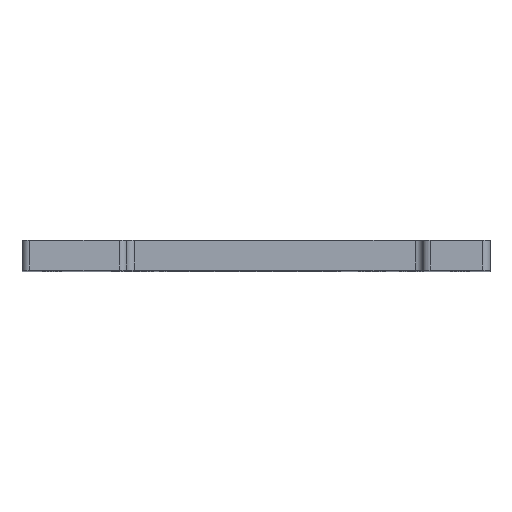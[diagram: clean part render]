
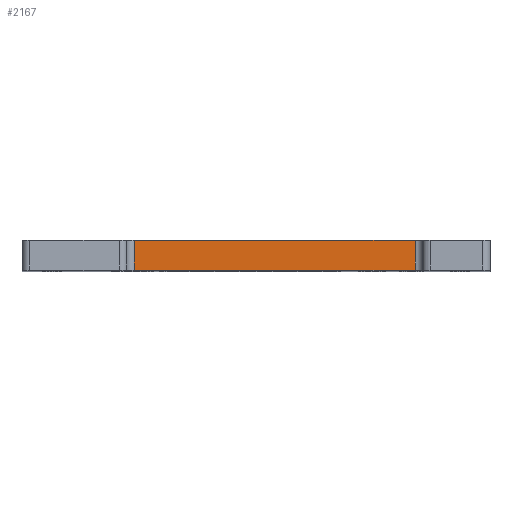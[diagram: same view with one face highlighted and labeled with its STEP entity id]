
A CAD part, top view. The second image highlights one B-rep face of the part: STEP entity #2167.
In plain terms, the highlighted planar face has unit normal (0, 0, 1).
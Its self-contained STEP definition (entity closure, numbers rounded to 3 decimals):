
#89=PLANE('',#2344);
#141=FACE_OUTER_BOUND('',#284,.T.);
#284=EDGE_LOOP('',(#1551,#1552,#1553,#1554));
#426=LINE('',#3242,#612);
#443=LINE('',#3357,#629);
#448=LINE('',#3370,#634);
#450=LINE('',#3375,#636);
#612=VECTOR('',#2561,10.);
#629=VECTOR('',#2664,10.);
#634=VECTOR('',#2677,10.);
#636=VECTOR('',#2683,10.);
#936=VERTEX_POINT('',#3239);
#937=VERTEX_POINT('',#3241);
#992=VERTEX_POINT('',#3355);
#996=VERTEX_POINT('',#3369);
#1151=EDGE_CURVE('',#936,#937,#426,.T.);
#1209=EDGE_CURVE('',#992,#936,#443,.T.);
#1215=EDGE_CURVE('',#937,#996,#448,.T.);
#1218=EDGE_CURVE('',#996,#992,#450,.T.);
#1551=ORIENTED_EDGE('',*,*,#1209,.F.);
#1552=ORIENTED_EDGE('',*,*,#1218,.F.);
#1553=ORIENTED_EDGE('',*,*,#1215,.F.);
#1554=ORIENTED_EDGE('',*,*,#1151,.F.);
#2167=ADVANCED_FACE('',(#141),#89,.T.);
#2344=AXIS2_PLACEMENT_3D('',#3374,#2681,#2682);
#2561=DIRECTION('',(-1.,0.,0.));
#2664=DIRECTION('',(0.,-1.,0.));
#2677=DIRECTION('',(0.,1.,0.));
#2681=DIRECTION('center_axis',(0.,0.,1.));
#2682=DIRECTION('ref_axis',(1.,0.,0.));
#2683=DIRECTION('',(1.,0.,0.));
#3239=CARTESIAN_POINT('',(21.25,0.,55.15));
#3241=CARTESIAN_POINT('',(-16.25,0.,55.15));
#3242=CARTESIAN_POINT('',(15.25,0.,55.15));
#3355=CARTESIAN_POINT('',(21.25,4.,55.15));
#3357=CARTESIAN_POINT('',(21.25,0.,55.15));
#3369=CARTESIAN_POINT('',(-16.25,4.,55.15));
#3370=CARTESIAN_POINT('',(-16.25,0.,55.15));
#3374=CARTESIAN_POINT('Origin',(-11.25,0.,55.15));
#3375=CARTESIAN_POINT('',(15.25,4.,55.15));
